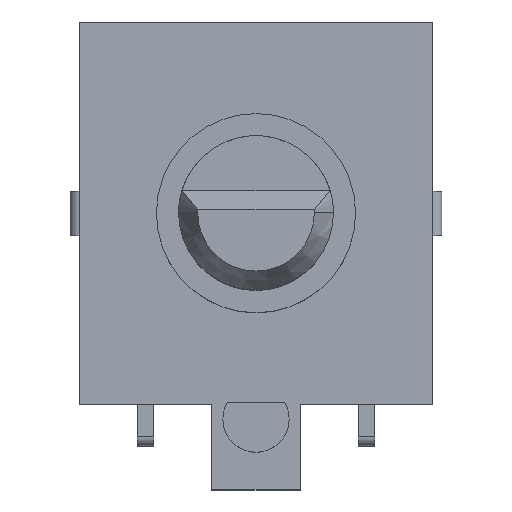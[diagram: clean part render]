
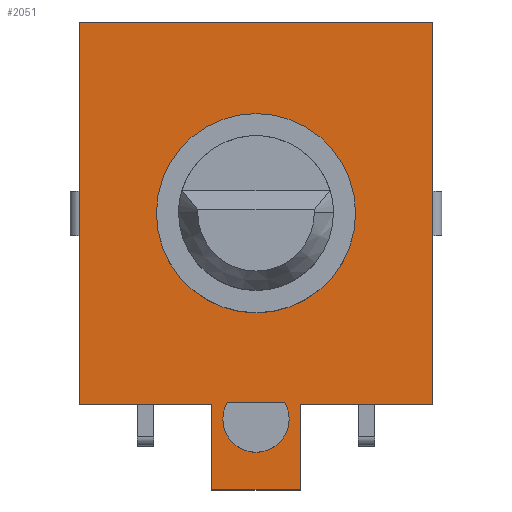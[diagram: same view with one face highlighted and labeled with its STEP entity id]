
A CAD part, top view. The second image highlights one B-rep face of the part: STEP entity #2051.
In plain terms, the highlighted planar face has unit normal (0, 0, 1).
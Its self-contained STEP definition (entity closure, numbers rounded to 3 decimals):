
#15 = EDGE_CURVE ( 'NONE', #25, #1914, #1102, .T. ) ;
#25 = VERTEX_POINT ( 'NONE', #1448 ) ;
#32 = ORIENTED_EDGE ( 'NONE', *, *, #323, .T. ) ;
#45 = DIRECTION ( 'NONE',  ( 0., -1., 0. ) ) ;
#86 = DIRECTION ( 'NONE',  ( 0., 0., 1. ) ) ;
#89 = DIRECTION ( 'NONE',  ( 0., 0., 1. ) ) ;
#172 = VECTOR ( 'NONE', #2748, 1000. ) ;
#185 = CARTESIAN_POINT ( 'NONE',  ( -8., -8.65, 6.5 ) ) ;
#263 = CARTESIAN_POINT ( 'NONE',  ( 8., 8.65, 6.5 ) ) ;
#268 = CARTESIAN_POINT ( 'NONE',  ( 2., -12.5, 6.5 ) ) ;
#289 = VERTEX_POINT ( 'NONE', #263 ) ;
#323 = EDGE_CURVE ( 'NONE', #2707, #2241, #1798, .T. ) ;
#351 = CARTESIAN_POINT ( 'NONE',  ( -1.5, -9.3, 6.5 ) ) ;
#366 = ORIENTED_EDGE ( 'NONE', *, *, #587, .F. ) ;
#379 = CARTESIAN_POINT ( 'NONE',  ( -8., -8.65, 6.5 ) ) ;
#415 = FACE_BOUND ( 'NONE', #2483, .T. ) ;
#476 = EDGE_CURVE ( 'NONE', #1268, #2525, #730, .T. ) ;
#514 = CARTESIAN_POINT ( 'NONE',  ( 0., 0., 6.5 ) ) ;
#535 = DIRECTION ( 'NONE',  ( 1., 0., 0. ) ) ;
#550 = CARTESIAN_POINT ( 'NONE',  ( 0., -9.3, 6.5 ) ) ;
#587 = EDGE_CURVE ( 'NONE', #2525, #2295, #1496, .T. ) ;
#602 = EDGE_CURVE ( 'NONE', #2750, #917, #1995, .T. ) ;
#611 = VECTOR ( 'NONE', #2307, 1000. ) ;
#628 = VECTOR ( 'NONE', #45, 1000. ) ;
#664 = DIRECTION ( 'NONE',  ( 0., 1., 0. ) ) ;
#666 = LINE ( 'NONE', #1219, #172 ) ;
#670 = AXIS2_PLACEMENT_3D ( 'NONE', #742, #1188, #971 ) ;
#706 = DIRECTION ( 'NONE',  ( 0., 1., 0. ) ) ;
#729 = EDGE_CURVE ( 'NONE', #1529, #2750, #2643, .T. ) ;
#730 = CIRCLE ( 'NONE', #670, 1.5 ) ;
#742 = CARTESIAN_POINT ( 'NONE',  ( 0., -9.3, 6.5 ) ) ;
#768 = LINE ( 'NONE', #2417, #1423 ) ;
#811 = AXIS2_PLACEMENT_3D ( 'NONE', #2321, #2729, #535 ) ;
#816 = ORIENTED_EDGE ( 'NONE', *, *, #1663, .T. ) ;
#831 = VECTOR ( 'NONE', #2781, 1000. ) ;
#877 = ORIENTED_EDGE ( 'NONE', *, *, #15, .T. ) ;
#879 = EDGE_CURVE ( 'NONE', #2295, #2448, #1280, .T. ) ;
#905 = AXIS2_PLACEMENT_3D ( 'NONE', #988, #2508, #1209 ) ;
#917 = VERTEX_POINT ( 'NONE', #2633 ) ;
#957 = ORIENTED_EDGE ( 'NONE', *, *, #2426, .F. ) ;
#967 = DIRECTION ( 'NONE',  ( 0., 0., -1. ) ) ;
#971 = DIRECTION ( 'NONE',  ( 1., 0., 0. ) ) ;
#973 = AXIS2_PLACEMENT_3D ( 'NONE', #514, #967, #2478 ) ;
#988 = CARTESIAN_POINT ( 'NONE',  ( 0., 0., 6.5 ) ) ;
#1019 = CARTESIAN_POINT ( 'NONE',  ( -8., -8.65, 6.5 ) ) ;
#1020 = EDGE_CURVE ( 'NONE', #1508, #1817, #1353, .T. ) ;
#1037 = VECTOR ( 'NONE', #1261, 1000. ) ;
#1058 = LINE ( 'NONE', #1516, #1643 ) ;
#1093 = EDGE_LOOP ( 'NONE', ( #1246, #2083, #32, #2427, #877, #816, #1181, #2012 ) ) ;
#1102 = LINE ( 'NONE', #2757, #1037 ) ;
#1123 = ORIENTED_EDGE ( 'NONE', *, *, #879, .F. ) ;
#1126 = CARTESIAN_POINT ( 'NONE',  ( -4.5, 0., 6.5 ) ) ;
#1149 = AXIS2_PLACEMENT_3D ( 'NONE', #1394, #89, #1631 ) ;
#1181 = ORIENTED_EDGE ( 'NONE', *, *, #729, .T. ) ;
#1188 = DIRECTION ( 'NONE',  ( 0., 0., 1. ) ) ;
#1199 = LINE ( 'NONE', #2522, #611 ) ;
#1209 = DIRECTION ( 'NONE',  ( -1., 0., 0. ) ) ;
#1219 = CARTESIAN_POINT ( 'NONE',  ( -8., 8.65, 6.5 ) ) ;
#1246 = ORIENTED_EDGE ( 'NONE', *, *, #1905, .T. ) ;
#1261 = DIRECTION ( 'NONE',  ( 0., -1., 0. ) ) ;
#1268 = VERTEX_POINT ( 'NONE', #2297 ) ;
#1280 = CIRCLE ( 'NONE', #811, 1.5 ) ;
#1293 = DIRECTION ( 'NONE',  ( 1., 0., 0. ) ) ;
#1335 = DIRECTION ( 'NONE',  ( 1., 0., 0. ) ) ;
#1346 = VECTOR ( 'NONE', #664, 1000. ) ;
#1353 = CIRCLE ( 'NONE', #905, 4.5 ) ;
#1394 = CARTESIAN_POINT ( 'NONE',  ( 0., 0., 6.5 ) ) ;
#1423 = VECTOR ( 'NONE', #1335, 1000. ) ;
#1448 = CARTESIAN_POINT ( 'NONE',  ( -2., -8.65, 6.5 ) ) ;
#1493 = VECTOR ( 'NONE', #706, 1000. ) ;
#1496 = CIRCLE ( 'NONE', #1524, 1.5 ) ;
#1508 = VERTEX_POINT ( 'NONE', #1793 ) ;
#1516 = CARTESIAN_POINT ( 'NONE',  ( -2., -12.5, 6.5 ) ) ;
#1520 = FACE_OUTER_BOUND ( 'NONE', #1093, .T. ) ;
#1523 = CARTESIAN_POINT ( 'NONE',  ( 2., -8.65, 6.5 ) ) ;
#1524 = AXIS2_PLACEMENT_3D ( 'NONE', #550, #86, #2695 ) ;
#1529 = VERTEX_POINT ( 'NONE', #268 ) ;
#1608 = CARTESIAN_POINT ( 'NONE',  ( -2., -12.5, 6.5 ) ) ;
#1623 = PLANE ( 'NONE',  #973 ) ;
#1631 = DIRECTION ( 'NONE',  ( -1., 0., 0. ) ) ;
#1638 = CARTESIAN_POINT ( 'NONE',  ( 1.299, -8.55, 6.5 ) ) ;
#1643 = VECTOR ( 'NONE', #1293, 1000. ) ;
#1663 = EDGE_CURVE ( 'NONE', #1914, #1529, #1058, .T. ) ;
#1793 = CARTESIAN_POINT ( 'NONE',  ( 4.5, 0., 6.5 ) ) ;
#1798 = LINE ( 'NONE', #1019, #628 ) ;
#1817 = VERTEX_POINT ( 'NONE', #1126 ) ;
#1819 = CARTESIAN_POINT ( 'NONE',  ( 8., -8.65, 6.5 ) ) ;
#1881 = ORIENTED_EDGE ( 'NONE', *, *, #476, .F. ) ;
#1905 = EDGE_CURVE ( 'NONE', #917, #289, #1935, .T. ) ;
#1912 = ORIENTED_EDGE ( 'NONE', *, *, #2533, .F. ) ;
#1914 = VERTEX_POINT ( 'NONE', #1608 ) ;
#1928 = EDGE_CURVE ( 'NONE', #2241, #25, #768, .T. ) ;
#1935 = LINE ( 'NONE', #1819, #1346 ) ;
#1995 = LINE ( 'NONE', #379, #831 ) ;
#2012 = ORIENTED_EDGE ( 'NONE', *, *, #602, .T. ) ;
#2051 = ADVANCED_FACE ( 'NONE', ( #415, #1520, #2669 ), #1623, .F. ) ;
#2083 = ORIENTED_EDGE ( 'NONE', *, *, #2486, .T. ) ;
#2222 = CARTESIAN_POINT ( 'NONE',  ( 1.5, -9.3, 6.5 ) ) ;
#2241 = VERTEX_POINT ( 'NONE', #185 ) ;
#2295 = VERTEX_POINT ( 'NONE', #2222 ) ;
#2297 = CARTESIAN_POINT ( 'NONE',  ( -1.299, -8.55, 6.5 ) ) ;
#2307 = DIRECTION ( 'NONE',  ( -1., 0., 0. ) ) ;
#2318 = CIRCLE ( 'NONE', #1149, 4.5 ) ;
#2321 = CARTESIAN_POINT ( 'NONE',  ( 0., -9.3, 6.5 ) ) ;
#2365 = CARTESIAN_POINT ( 'NONE',  ( -8., 8.65, 6.5 ) ) ;
#2417 = CARTESIAN_POINT ( 'NONE',  ( -8., -8.65, 6.5 ) ) ;
#2426 = EDGE_CURVE ( 'NONE', #1817, #1508, #2318, .T. ) ;
#2427 = ORIENTED_EDGE ( 'NONE', *, *, #1928, .T. ) ;
#2448 = VERTEX_POINT ( 'NONE', #1638 ) ;
#2452 = CARTESIAN_POINT ( 'NONE',  ( 2., -12.5, 6.5 ) ) ;
#2478 = DIRECTION ( 'NONE',  ( -1., 0., 0. ) ) ;
#2483 = EDGE_LOOP ( 'NONE', ( #957, #2574 ) ) ;
#2486 = EDGE_CURVE ( 'NONE', #289, #2707, #666, .T. ) ;
#2508 = DIRECTION ( 'NONE',  ( 0., 0., 1. ) ) ;
#2522 = CARTESIAN_POINT ( 'NONE',  ( -1.299, -8.55, 6.5 ) ) ;
#2525 = VERTEX_POINT ( 'NONE', #351 ) ;
#2533 = EDGE_CURVE ( 'NONE', #2448, #1268, #1199, .T. ) ;
#2574 = ORIENTED_EDGE ( 'NONE', *, *, #1020, .F. ) ;
#2633 = CARTESIAN_POINT ( 'NONE',  ( 8., -8.65, 6.5 ) ) ;
#2643 = LINE ( 'NONE', #2452, #1493 ) ;
#2669 = FACE_BOUND ( 'NONE', #2783, .T. ) ;
#2695 = DIRECTION ( 'NONE',  ( 1., 0., 0. ) ) ;
#2707 = VERTEX_POINT ( 'NONE', #2365 ) ;
#2729 = DIRECTION ( 'NONE',  ( 0., 0., 1. ) ) ;
#2748 = DIRECTION ( 'NONE',  ( -1., 0., 0. ) ) ;
#2750 = VERTEX_POINT ( 'NONE', #1523 ) ;
#2757 = CARTESIAN_POINT ( 'NONE',  ( -2., -12.5, 6.5 ) ) ;
#2781 = DIRECTION ( 'NONE',  ( 1., 0., 0. ) ) ;
#2783 = EDGE_LOOP ( 'NONE', ( #1881, #1912, #1123, #366 ) ) ;
